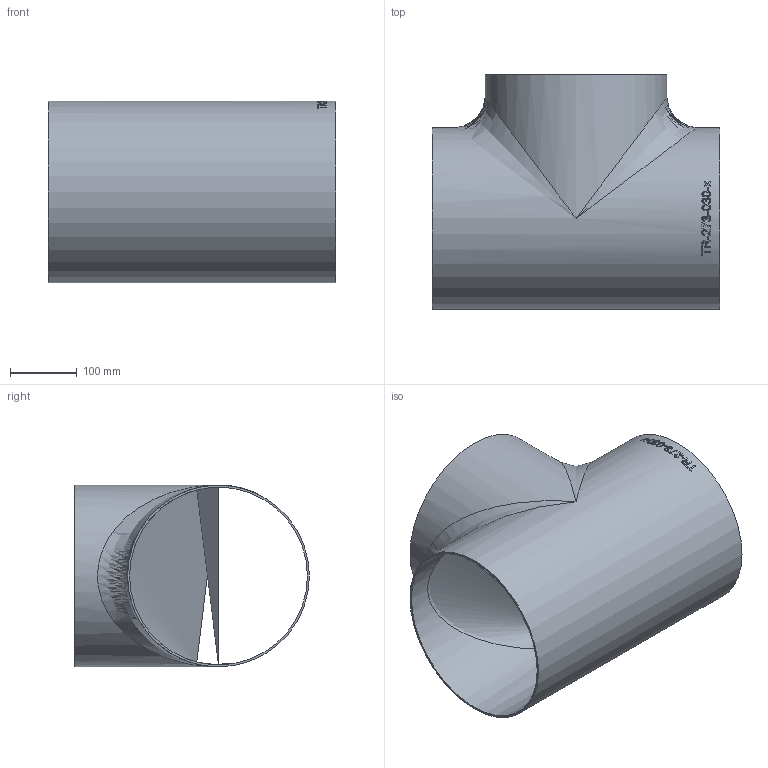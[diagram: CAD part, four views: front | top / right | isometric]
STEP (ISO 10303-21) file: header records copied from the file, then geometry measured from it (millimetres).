
FILE_DESCRIPTION (( 'STEP AP214' ), '1' );
FILE_NAME ('TR-273-030-x T-Stück 273,0x3,0 BL432 1910.STEP', '2019-10-16T09:53:45', ( '' ), ( '' ), 'SwSTEP 2.0', 'SolidWorks 2016', '' );
FILE_SCHEMA (( 'AUTOMOTIVE_DESIGN' ));
Length unit declared in the file: millimetre
Products named in the file (1): TR-273-030-x T-Stück 273,0x3,0 BL432 1910
Bounding box: 432 x 352.5 x 273 mm (x, y, z)
Volume: 1196630.4 mm3; surface area: 804530 mm2
Topology: 1 solids, 1 shells, 157 faces, 424 edges, 274 vertices
Faces by surface type: bspline 92, plane 44, cylinder 21
Full cylindrical faces by diameter (mm): 267 x2, 273 x2
Entity records: 27457 total; most frequent: CARTESIAN_POINT 22854, ORIENTED_EDGE 802, EDGE_CURVE 401, DIRECTION 303, B_SPLINE_CURVE_WITH_KNOTS 274, VERTEX_POINT 268, EDGE_LOOP 179, FACE_OUTER_BOUND 159
